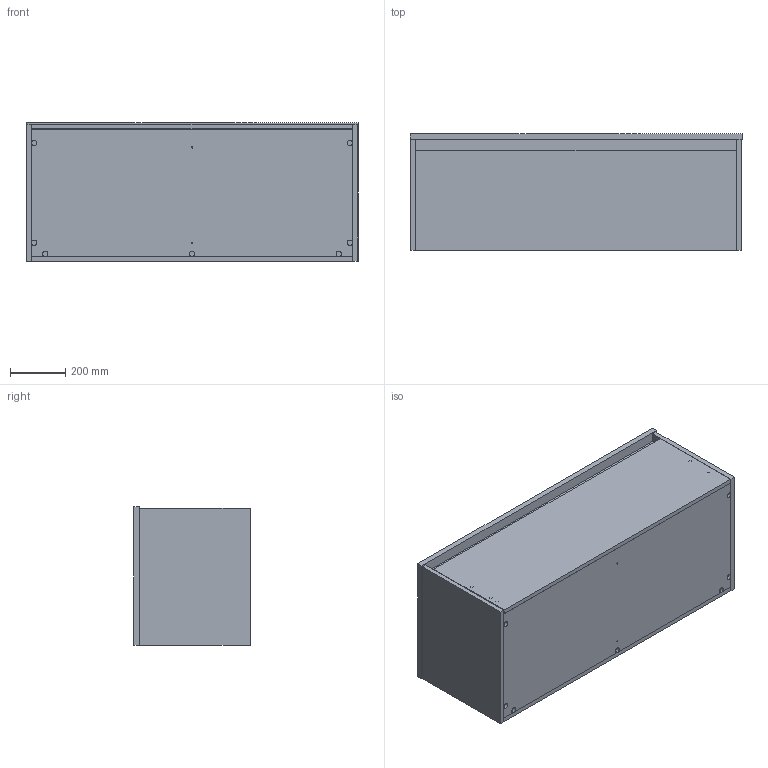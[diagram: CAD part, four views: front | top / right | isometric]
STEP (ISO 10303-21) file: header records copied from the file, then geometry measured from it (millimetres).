
FILE_DESCRIPTION (( 'STEP AP203' ), '1' );
FILE_NAME ('406CP_1200_LH_1DR_KaylaCP - No Tap.STEP', '2022-04-07T00:39:17', ( '' ), ( '' ), 'SwSTEP 2.0', 'SolidWorks 2020', '' );
FILE_SCHEMA (( 'CONFIG_CONTROL_DESIGN' ));
Length unit declared in the file: millimetre
Products named in the file (10): Top Stretcher; F405_1200W1DR; PL001003; PL001052; 1200_L_NoTaphole; PL001065; PL001002; 406CP_1200_LH_1DR_KaylaCP - No Tap; PL001053; PL001054
Assembly tree (10 placements, depth 3):
  406CP_1200_LH_1DR_KaylaCP - No Tap
    1200_L_NoTaphole
    F405_1200W1DR
      PL001003
      PL001002
      PL001054
      PL001053
      PL001052
      PL001065
      Top Stretcher  x2
Bounding box: 1200 x 420.5 x 500 mm (x, y, z)
Volume: 44068879.3 mm3; surface area: 5445344 mm2
Topology: 9 solids, 9 shells, 141 faces, 306 edges, 204 vertices
Faces by surface type: plane 75, cylinder 66
Entity records: 4892 total; most frequent: DIRECTION 724, CARTESIAN_POINT 639, ORIENTED_EDGE 588, EDGE_CURVE 294, AXIS2_PLACEMENT_3D 281, VERTEX_POINT 196, EDGE_LOOP 180, VECTOR 162
